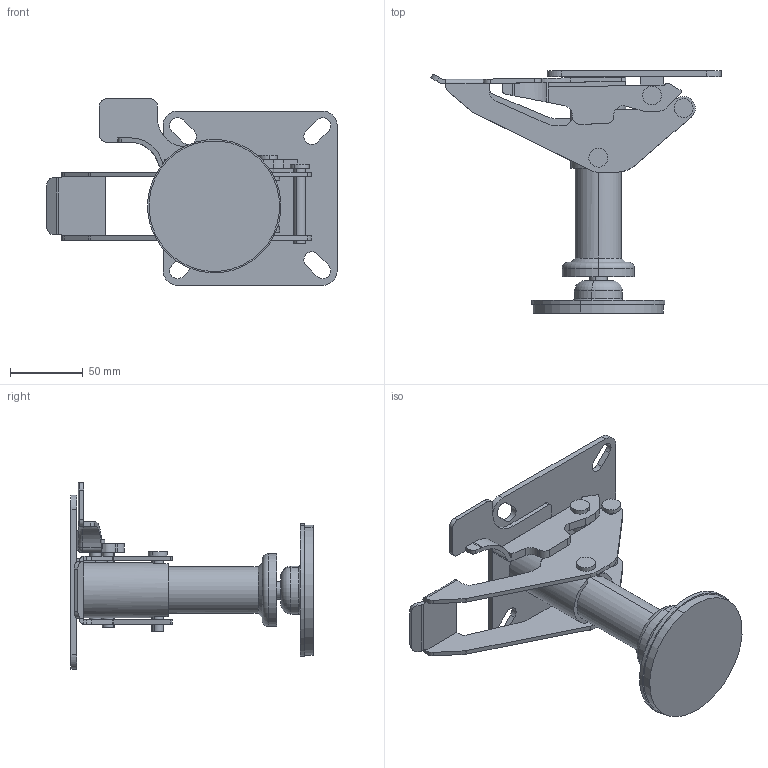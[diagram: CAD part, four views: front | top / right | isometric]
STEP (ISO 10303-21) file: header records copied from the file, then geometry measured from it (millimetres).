
FILE_DESCRIPTION (( 'STEP AP203' ), '1' );
FILE_NAME ('K-910-5.STEP', '2011-10-07T02:50:20', ( '11sw' ), ( 'タキゲン製造株式会社' ), 'SwSTEP 2.0', 'SolidWorks 2011', '' );
FILE_SCHEMA (( 'CONFIG_CONTROL_DESIGN' ));
Length unit declared in the file: millimetre
Products named in the file (7): K-910-5; K-910-5シャフト_; K-910-5儕儕乕僗儁僟儖_; K-910-5儘僢僋儁僟儖_; K-910-5フット_; K-910-5僗儔僀僪僼僢僩_; K-910-5ベース_
Assembly tree (8 placements, depth 2):
  K-910-5
    K-910-5シャフト_  x3
    K-910-5儕儕乕僗儁僟儖_
    K-910-5儘僢僋儁僟儖_
    K-910-5僗儔僀僪僼僢僩_
    K-910-5フット_
    K-910-5ベース_
Bounding box: 200.12 x 167 x 128.5 mm (x, y, z)
Volume: 246429.2 mm3; surface area: 129981.6 mm2
Topology: 8 solids, 8 shells, 246 faces, 646 edges, 425 vertices
Faces by surface type: cylinder 126, plane 108, torus 10, cone 2
Entity records: 8568 total; most frequent: CARTESIAN_POINT 1744, DIRECTION 1314, ORIENTED_EDGE 1244, EDGE_CURVE 622, AXIS2_PLACEMENT_3D 481, VERTEX_POINT 409, VECTOR 352, LINE 352
